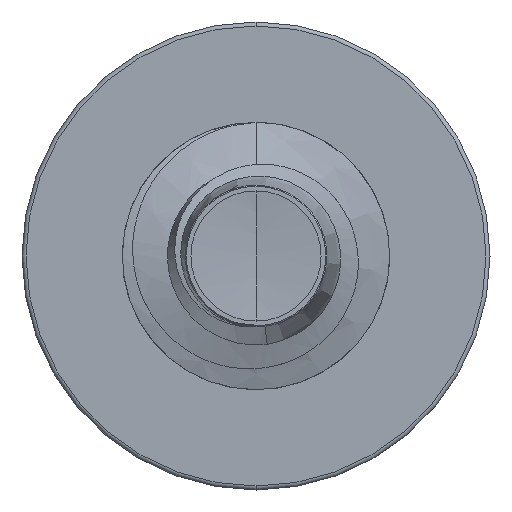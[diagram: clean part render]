
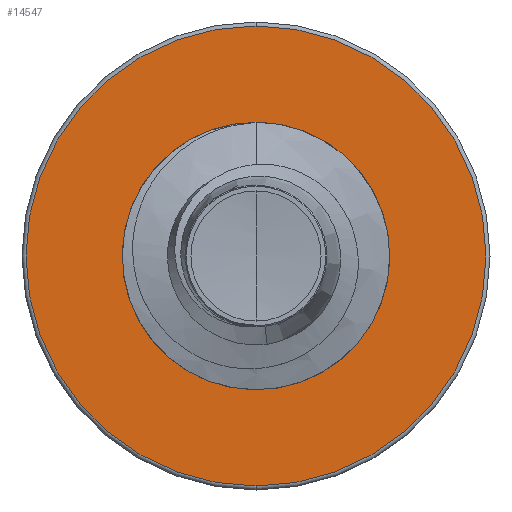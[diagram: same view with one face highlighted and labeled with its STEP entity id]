
A CAD part, front view. The second image highlights one B-rep face of the part: STEP entity #14547.
In plain terms, the highlighted planar face has unit normal (0, -1, 0).
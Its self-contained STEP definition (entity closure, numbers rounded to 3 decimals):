
#253 = ORIENTED_EDGE ( 'NONE', *, *, #15732, .T. ) ;
#1103 = DIRECTION ( 'NONE',  ( 0., 1., 0. ) ) ;
#1105 = AXIS2_PLACEMENT_3D ( 'NONE', #10440, #1103, #11694 ) ;
#1226 = CIRCLE ( 'NONE', #1105, 6.88 ) ;
#1563 = VERTEX_POINT ( 'NONE', #10366 ) ;
#1680 = AXIS2_PLACEMENT_3D ( 'NONE', #11788, #2957, #12958 ) ;
#1706 = CARTESIAN_POINT ( 'NONE',  ( 0., 22.5, 6.88 ) ) ;
#1727 = FACE_BOUND ( 'NONE', #14592, .T. ) ;
#2076 = EDGE_LOOP ( 'NONE', ( #11525, #8346 ) ) ;
#2136 = AXIS2_PLACEMENT_3D ( 'NONE', #15252, #7740, #16373 ) ;
#2439 = AXIS2_PLACEMENT_3D ( 'NONE', #3663, #6850, #15727 ) ;
#2957 = DIRECTION ( 'NONE',  ( 0., 1., 0. ) ) ;
#2985 = AXIS2_PLACEMENT_3D ( 'NONE', #12292, #3697, #13483 ) ;
#3311 = CIRCLE ( 'NONE', #2985, 6.88 ) ;
#3663 = CARTESIAN_POINT ( 'NONE',  ( 0., 22.5, -3.694 ) ) ;
#3697 = DIRECTION ( 'NONE',  ( 0., 1., 0. ) ) ;
#6850 = DIRECTION ( 'NONE',  ( 0., 1., 0. ) ) ;
#7740 = DIRECTION ( 'NONE',  ( 0., 1., 0. ) ) ;
#7786 = CIRCLE ( 'NONE', #2136, 3.694 ) ;
#7883 = CARTESIAN_POINT ( 'NONE',  ( 0., 22.5, 3.694 ) ) ;
#8346 = ORIENTED_EDGE ( 'NONE', *, *, #16231, .F. ) ;
#10366 = CARTESIAN_POINT ( 'NONE',  ( 0., 22.5, -3.694 ) ) ;
#10440 = CARTESIAN_POINT ( 'NONE',  ( 0., 22.5, 0. ) ) ;
#10941 = VERTEX_POINT ( 'NONE', #1706 ) ;
#11525 = ORIENTED_EDGE ( 'NONE', *, *, #13779, .F. ) ;
#11626 = CIRCLE ( 'NONE', #1680, 3.694 ) ;
#11694 = DIRECTION ( 'NONE',  ( 0., 0., 1. ) ) ;
#11788 = CARTESIAN_POINT ( 'NONE',  ( 0., 22.5, 0. ) ) ;
#12292 = CARTESIAN_POINT ( 'NONE',  ( 0., 22.5, 0. ) ) ;
#12958 = DIRECTION ( 'NONE',  ( 0., 0., 1. ) ) ;
#13138 = VERTEX_POINT ( 'NONE', #7883 ) ;
#13259 = FACE_OUTER_BOUND ( 'NONE', #2076, .T. ) ;
#13483 = DIRECTION ( 'NONE',  ( 0., 0., 1. ) ) ;
#13675 = VERTEX_POINT ( 'NONE', #16816 ) ;
#13779 = EDGE_CURVE ( 'NONE', #10941, #13675, #3311, .T. ) ;
#14547 = ADVANCED_FACE ( 'NONE', ( #13259, #1727 ), #16704, .F. ) ;
#14592 = EDGE_LOOP ( 'NONE', ( #253, #15334 ) ) ;
#14974 = EDGE_CURVE ( 'NONE', #1563, #13138, #7786, .T. ) ;
#15252 = CARTESIAN_POINT ( 'NONE',  ( 0., 22.5, 0. ) ) ;
#15334 = ORIENTED_EDGE ( 'NONE', *, *, #14974, .T. ) ;
#15727 = DIRECTION ( 'NONE',  ( 0., 0., 1. ) ) ;
#15732 = EDGE_CURVE ( 'NONE', #13138, #1563, #11626, .T. ) ;
#16231 = EDGE_CURVE ( 'NONE', #13675, #10941, #1226, .T. ) ;
#16373 = DIRECTION ( 'NONE',  ( 0., 0., 1. ) ) ;
#16704 = PLANE ( 'NONE',  #2439 ) ;
#16816 = CARTESIAN_POINT ( 'NONE',  ( 0., 22.5, -6.88 ) ) ;
